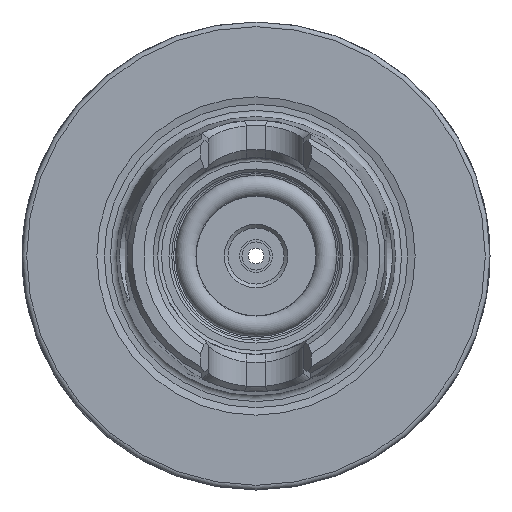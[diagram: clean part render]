
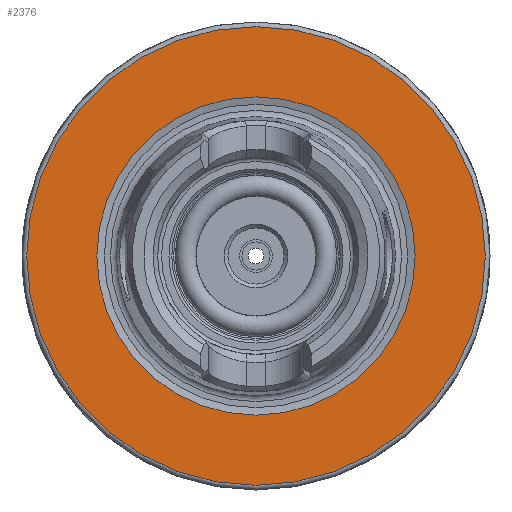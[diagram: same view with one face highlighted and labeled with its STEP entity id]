
A CAD part, left-side view. The second image highlights one B-rep face of the part: STEP entity #2376.
In plain terms, the highlighted planar face has unit normal (-1, 0, 0).
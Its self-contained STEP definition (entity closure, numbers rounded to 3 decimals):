
#2345=CARTESIAN_POINT('',(0.0,24.5,0.0));
#2346=VERTEX_POINT('',#2345);
#2347=CARTESIAN_POINT('',(0.0,0.0,0.0));
#2348=DIRECTION('',(1.0,0.0,0.0));
#2349=DIRECTION('',(0.0,1.0,0.0));
#2350=AXIS2_PLACEMENT_3D('',#2347,#2348,#2349);
#2351=CIRCLE('',#2350,24.5);
#2352=EDGE_CURVE('',#2346,#2346,#2351,.T.);
#2357=CARTESIAN_POINT('',(0.0,20.75,0.0));
#2358=DIRECTION('',(-1.0,0.0,0.0));
#2359=DIRECTION('',(0.0,0.0,1.0));
#2360=AXIS2_PLACEMENT_3D('',#2357,#2358,#2359);
#2361=PLANE('',#2360);
#2362=ORIENTED_EDGE('',*,*,#2352,.F.);
#2363=EDGE_LOOP('',(#2362));
#2364=FACE_OUTER_BOUND('',#2363,.T.);
#2365=CARTESIAN_POINT('',(0.0,17.,0.0));
#2366=VERTEX_POINT('',#2365);
#2367=CARTESIAN_POINT('',(0.0,0.0,0.0));
#2368=DIRECTION('',(1.0,0.0,0.0));
#2369=DIRECTION('',(0.0,1.0,0.0));
#2370=AXIS2_PLACEMENT_3D('',#2367,#2368,#2369);
#2371=CIRCLE('',#2370,17.);
#2372=EDGE_CURVE('',#2366,#2366,#2371,.T.);
#2373=ORIENTED_EDGE('',*,*,#2372,.T.);
#2374=EDGE_LOOP('',(#2373));
#2375=FACE_BOUND('',#2374,.T.);
#2376=ADVANCED_FACE('',(#2364,#2375),#2361,.T.);
